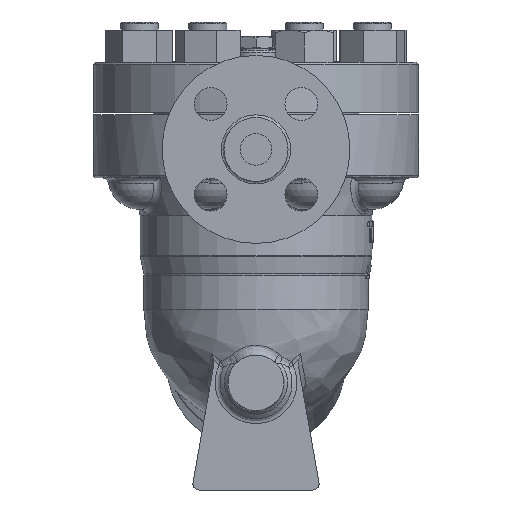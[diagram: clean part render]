
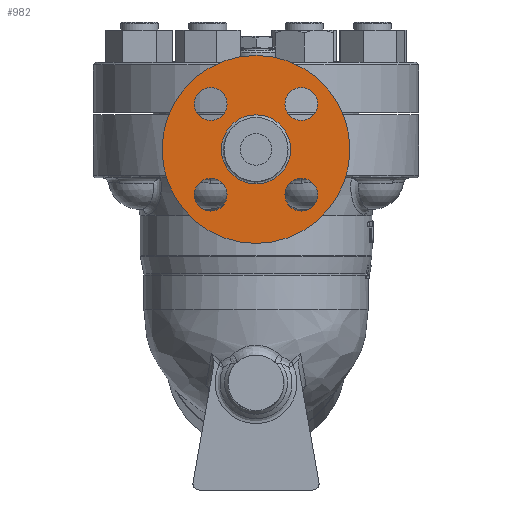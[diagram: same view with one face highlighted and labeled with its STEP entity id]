
A CAD part, left-side view. The second image highlights one B-rep face of the part: STEP entity #982.
In plain terms, the highlighted free-form (B-spline) face has degree [1, 1] with [2, 2] control points.
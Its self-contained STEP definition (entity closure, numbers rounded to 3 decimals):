
#649=CARTESIAN_POINT('',(-264.6,0.0,97.));
#650=VERTEX_POINT('',#649);
#651=CARTESIAN_POINT('',(-264.6,0.0,22.5));
#652=DIRECTION('',(-1.0,0.0,0.0));
#653=DIRECTION('',(0.0,0.0,1.0));
#654=AXIS2_PLACEMENT_3D('',#651,#652,#653);
#655=CIRCLE('',#654,74.5);
#656=EDGE_CURVE('',#650,#650,#655,.T.);
#863=CARTESIAN_POINT('',(-264.6,0.,49.9));
#864=VERTEX_POINT('',#863);
#865=CARTESIAN_POINT('',(-264.6,0.0,22.5));
#866=DIRECTION('',(-1.0,0.0,0.0));
#867=DIRECTION('',(0.0,0.0,-1.0));
#868=AXIS2_PLACEMENT_3D('',#865,#866,#867);
#869=CIRCLE('',#868,27.4);
#870=EDGE_CURVE('',#864,#864,#869,.T.);
#927=CARTESIAN_POINT('',(-264.6,74.5,97.));
#928=CARTESIAN_POINT('',(-264.6,74.5,-52.));
#929=CARTESIAN_POINT('',(-264.6,-74.5,97.));
#930=CARTESIAN_POINT('',(-264.6,-74.5,-52.));
#931=B_SPLINE_SURFACE_WITH_KNOTS('',1,1,((#927,#929),(#928,#930)),.UNSPECIFIED.,.F.,.F.,.U.,(2,2),(2,2),(0.0,149.0),(0.0,149.0),.UNSPECIFIED.);
#932=ORIENTED_EDGE('',*,*,#656,.T.);
#933=EDGE_LOOP('',(#932));
#934=FACE_OUTER_BOUND('',#933,.T.);
#935=CARTESIAN_POINT('',(-264.6,35.921,45.421));
#936=VERTEX_POINT('',#935);
#937=CARTESIAN_POINT('',(-264.6,35.921,58.421));
#938=DIRECTION('',(1.0,0.0,0.0));
#939=DIRECTION('',(0.0,0.0,-1.0));
#940=AXIS2_PLACEMENT_3D('',#937,#938,#939);
#941=CIRCLE('',#940,13.0);
#942=EDGE_CURVE('',#936,#936,#941,.T.);
#943=ORIENTED_EDGE('',*,*,#942,.T.);
#944=EDGE_LOOP('',(#943));
#945=FACE_BOUND('',#944,.T.);
#946=CARTESIAN_POINT('',(-264.6,22.921,-13.421));
#947=VERTEX_POINT('',#946);
#948=CARTESIAN_POINT('',(-264.6,35.921,-13.421));
#949=DIRECTION('',(1.0,0.0,0.0));
#950=DIRECTION('',(0.0,-1.0,0.0));
#951=AXIS2_PLACEMENT_3D('',#948,#949,#950);
#952=CIRCLE('',#951,13.0);
#953=EDGE_CURVE('',#947,#947,#952,.T.);
#954=ORIENTED_EDGE('',*,*,#953,.T.);
#955=EDGE_LOOP('',(#954));
#956=FACE_BOUND('',#955,.T.);
#957=CARTESIAN_POINT('',(-264.6,-35.921,-0.421));
#958=VERTEX_POINT('',#957);
#959=CARTESIAN_POINT('',(-264.6,-35.921,-13.421));
#960=DIRECTION('',(1.0,0.0,0.0));
#961=DIRECTION('',(0.0,0.0,1.0));
#962=AXIS2_PLACEMENT_3D('',#959,#960,#961);
#963=CIRCLE('',#962,13.0);
#964=EDGE_CURVE('',#958,#958,#963,.T.);
#965=ORIENTED_EDGE('',*,*,#964,.T.);
#966=EDGE_LOOP('',(#965));
#967=FACE_BOUND('',#966,.T.);
#968=CARTESIAN_POINT('',(-264.6,-22.921,58.421));
#969=VERTEX_POINT('',#968);
#970=CARTESIAN_POINT('',(-264.6,-35.921,58.421));
#971=DIRECTION('',(1.0,0.0,0.0));
#972=DIRECTION('',(0.0,1.0,0.0));
#973=AXIS2_PLACEMENT_3D('',#970,#971,#972);
#974=CIRCLE('',#973,13.0);
#975=EDGE_CURVE('',#969,#969,#974,.T.);
#976=ORIENTED_EDGE('',*,*,#975,.T.);
#977=EDGE_LOOP('',(#976));
#978=FACE_BOUND('',#977,.T.);
#979=ORIENTED_EDGE('',*,*,#870,.F.);
#980=EDGE_LOOP('',(#979));
#981=FACE_BOUND('',#980,.T.);
#982=ADVANCED_FACE('',(#934,#945,#956,#967,#978,#981),#931,.T.);
